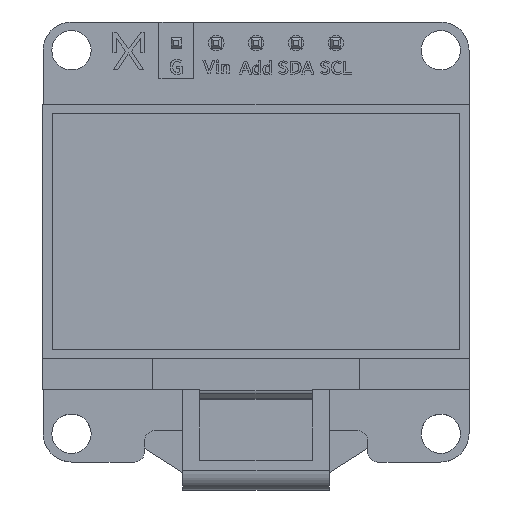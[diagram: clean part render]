
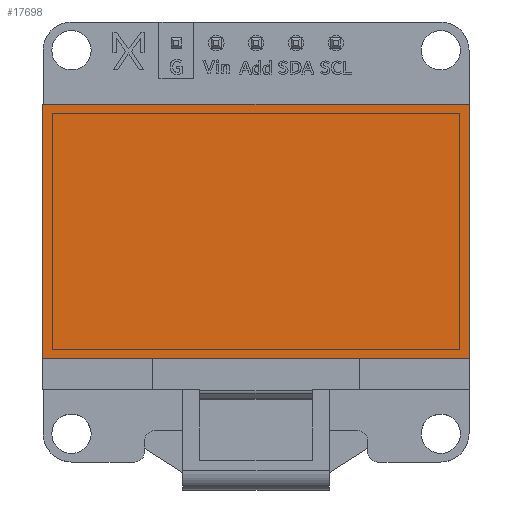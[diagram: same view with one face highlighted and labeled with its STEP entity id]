
A CAD part, top view. The second image highlights one B-rep face of the part: STEP entity #17698.
In plain terms, the highlighted free-form (B-spline) face has degree [1, 1] with [2, 2] control points.
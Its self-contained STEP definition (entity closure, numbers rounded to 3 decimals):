
#17698 = ADVANCED_FACE('',(#17699),#17729,.T.);
#17699 = FACE_BOUND('',#17700,.T.);
#17700 = EDGE_LOOP('',(#17701,#17710,#17717,#17724));
#17701 = ORIENTED_EDGE('',*,*,#17702,.F.);
#17702 = EDGE_CURVE('',#17703,#17705,#17707,.T.);
#17703 = VERTEX_POINT('',#17704);
#17704 = CARTESIAN_POINT('',(-13.585,-7.04,0.05));
#17705 = VERTEX_POINT('',#17706);
#17706 = CARTESIAN_POINT('',(-13.585,9.13,0.05));
#17707 = B_SPLINE_CURVE_WITH_KNOTS('',1,(#17708,#17709),.UNSPECIFIED.,
  .F.,.F.,(2,2),(0.,14.7),.PIECEWISE_BEZIER_KNOTS.);
#17708 = CARTESIAN_POINT('',(-13.585,-7.04,0.05));
#17709 = CARTESIAN_POINT('',(-13.585,9.13,0.05));
#17710 = ORIENTED_EDGE('',*,*,#17711,.F.);
#17711 = EDGE_CURVE('',#17712,#17703,#17714,.T.);
#17712 = VERTEX_POINT('',#17713);
#17713 = CARTESIAN_POINT('',(13.585,-7.04,0.05));
#17714 = B_SPLINE_CURVE_WITH_KNOTS('',1,(#17715,#17716),.UNSPECIFIED.,
  .F.,.F.,(2,2),(0.,24.7),.PIECEWISE_BEZIER_KNOTS.);
#17715 = CARTESIAN_POINT('',(13.585,-7.04,0.05));
#17716 = CARTESIAN_POINT('',(-13.585,-7.04,0.05));
#17717 = ORIENTED_EDGE('',*,*,#17718,.F.);
#17718 = EDGE_CURVE('',#17719,#17712,#17721,.T.);
#17719 = VERTEX_POINT('',#17720);
#17720 = CARTESIAN_POINT('',(13.585,9.13,0.05));
#17721 = B_SPLINE_CURVE_WITH_KNOTS('',1,(#17722,#17723),.UNSPECIFIED.,
  .F.,.F.,(2,2),(0.,14.7),.PIECEWISE_BEZIER_KNOTS.);
#17722 = CARTESIAN_POINT('',(13.585,9.13,0.05));
#17723 = CARTESIAN_POINT('',(13.585,-7.04,0.05));
#17724 = ORIENTED_EDGE('',*,*,#17725,.F.);
#17725 = EDGE_CURVE('',#17705,#17719,#17726,.T.);
#17726 = B_SPLINE_CURVE_WITH_KNOTS('',1,(#17727,#17728),.UNSPECIFIED.,
  .F.,.F.,(2,2),(0.,24.7),.PIECEWISE_BEZIER_KNOTS.);
#17727 = CARTESIAN_POINT('',(-13.585,9.13,0.05));
#17728 = CARTESIAN_POINT('',(13.585,9.13,0.05));
#17729 = B_SPLINE_SURFACE_WITH_KNOTS('',1,1,(
    (#17730,#17731)
    ,(#17732,#17733
    )),.UNSPECIFIED.,.F.,.F.,.F.,(2,2),(2,2),(-12.35,12.35),(-7.35,7.35)
  ,.PIECEWISE_BEZIER_KNOTS.);
#17730 = CARTESIAN_POINT('',(-13.585,-7.04,0.05));
#17731 = CARTESIAN_POINT('',(-13.585,9.13,0.05));
#17732 = CARTESIAN_POINT('',(13.585,-7.04,0.05));
#17733 = CARTESIAN_POINT('',(13.585,9.13,0.05));
